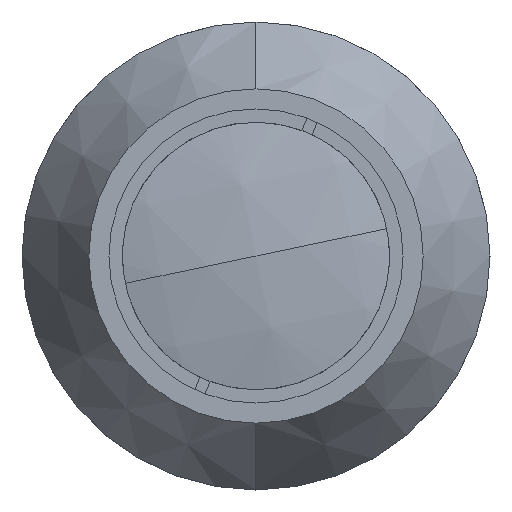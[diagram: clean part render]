
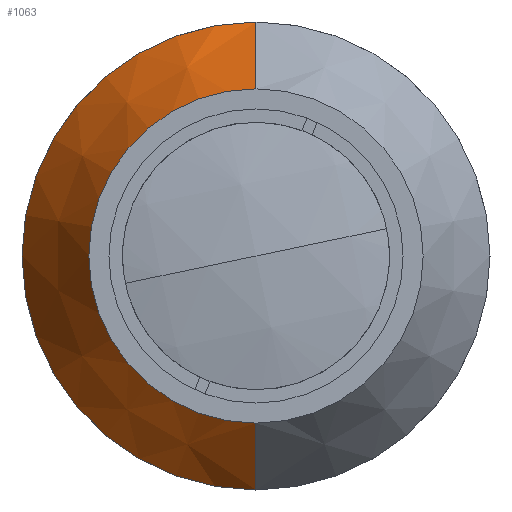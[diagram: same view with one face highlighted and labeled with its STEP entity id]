
A CAD part, left-side view. The second image highlights one B-rep face of the part: STEP entity #1063.
In plain terms, the highlighted conical face has half-angle 30 degrees and reference radius 21 mm.
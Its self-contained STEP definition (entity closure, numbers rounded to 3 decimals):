
#60 = DIRECTION ( 'NONE',  ( 1., 0., 0. ) ) ;
#152 = CARTESIAN_POINT ( 'NONE',  ( 15., 0., 0. ) ) ;
#208 = CIRCLE ( 'NONE', #2010, 21. ) ;
#273 = DIRECTION ( 'NONE',  ( 0., 0., 1. ) ) ;
#300 = VERTEX_POINT ( 'NONE', #2628 ) ;
#312 = VERTEX_POINT ( 'NONE', #2337 ) ;
#451 = CARTESIAN_POINT ( 'NONE',  ( 25.392, 0., -21. ) ) ;
#466 = DIRECTION ( 'NONE',  ( 0., 0., 1. ) ) ;
#553 = VECTOR ( 'NONE', #2139, 1000. ) ;
#1056 = LINE ( 'NONE', #451, #1811 ) ;
#1063 = ADVANCED_FACE ( 'NONE', ( #2297 ), #1343, .T. ) ;
#1216 = ORIENTED_EDGE ( 'NONE', *, *, #2060, .T. ) ;
#1222 = ORIENTED_EDGE ( 'NONE', *, *, #1953, .T. ) ;
#1343 = CONICAL_SURFACE ( 'NONE', #2931, 21., 0.524 ) ;
#1629 = CARTESIAN_POINT ( 'NONE',  ( 15., 0., -15. ) ) ;
#1646 = EDGE_LOOP ( 'NONE', ( #1682, #1216, #1222, #2701 ) ) ;
#1682 = ORIENTED_EDGE ( 'NONE', *, *, #1986, .F. ) ;
#1811 = VECTOR ( 'NONE', #2375, 1000. ) ;
#1953 = EDGE_CURVE ( 'NONE', #300, #2998, #208, .T. ) ;
#1973 = EDGE_CURVE ( 'NONE', #3089, #2998, #1056, .T. ) ;
#1980 = DIRECTION ( 'NONE',  ( 0., 0., -1. ) ) ;
#1986 = EDGE_CURVE ( 'NONE', #312, #3089, #2625, .T. ) ;
#1992 = AXIS2_PLACEMENT_3D ( 'NONE', #152, #2391, #466 ) ;
#2010 = AXIS2_PLACEMENT_3D ( 'NONE', #3958, #2205, #273 ) ;
#2060 = EDGE_CURVE ( 'NONE', #312, #300, #3816, .T. ) ;
#2139 = DIRECTION ( 'NONE',  ( 0.866, 0., 0.5 ) ) ;
#2205 = DIRECTION ( 'NONE',  ( -1., 0., 0. ) ) ;
#2297 = FACE_OUTER_BOUND ( 'NONE', #1646, .T. ) ;
#2337 = CARTESIAN_POINT ( 'NONE',  ( 15., 0., 15. ) ) ;
#2375 = DIRECTION ( 'NONE',  ( 0.866, 0., -0.5 ) ) ;
#2391 = DIRECTION ( 'NONE',  ( -1., 0., 0. ) ) ;
#2625 = CIRCLE ( 'NONE', #1992, 15. ) ;
#2628 = CARTESIAN_POINT ( 'NONE',  ( 25.392, 0., 21. ) ) ;
#2701 = ORIENTED_EDGE ( 'NONE', *, *, #1973, .F. ) ;
#2931 = AXIS2_PLACEMENT_3D ( 'NONE', #3460, #60, #1980 ) ;
#2998 = VERTEX_POINT ( 'NONE', #3413 ) ;
#3089 = VERTEX_POINT ( 'NONE', #1629 ) ;
#3299 = CARTESIAN_POINT ( 'NONE',  ( 25.392, 0., 21. ) ) ;
#3413 = CARTESIAN_POINT ( 'NONE',  ( 25.392, 0., -21. ) ) ;
#3460 = CARTESIAN_POINT ( 'NONE',  ( 25.392, 0., 0. ) ) ;
#3816 = LINE ( 'NONE', #3299, #553 ) ;
#3958 = CARTESIAN_POINT ( 'NONE',  ( 25.392, 0., 0. ) ) ;
